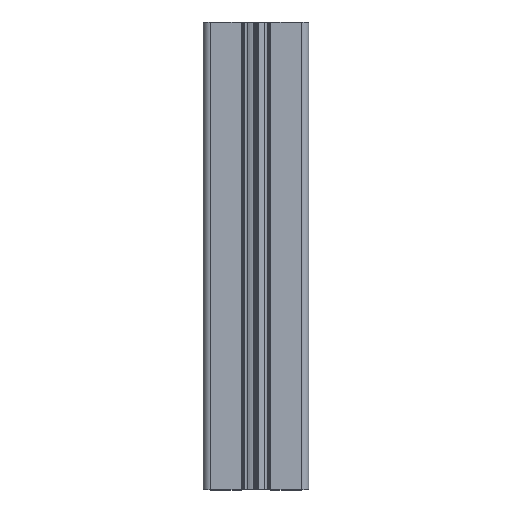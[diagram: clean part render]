
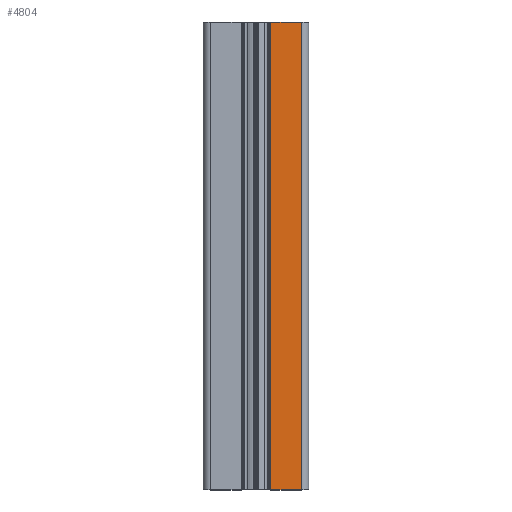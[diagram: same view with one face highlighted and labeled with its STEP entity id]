
A CAD part, top view. The second image highlights one B-rep face of the part: STEP entity #4804.
In plain terms, the highlighted planar face has unit normal (0, 0, 1).
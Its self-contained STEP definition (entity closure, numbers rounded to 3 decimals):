
#61=PLANE('',#5166);
#222=FACE_OUTER_BOUND('',#472,.T.);
#472=EDGE_LOOP('',(#3445,#3446,#3447,#3448));
#809=LINE('',#7600,#1265);
#810=LINE('',#7604,#1266);
#811=LINE('',#7606,#1267);
#812=LINE('',#7607,#1268);
#1265=VECTOR('',#6073,200.);
#1266=VECTOR('',#6078,13.2);
#1267=VECTOR('',#6079,200.);
#1268=VECTOR('',#6080,13.2);
#2033=VERTEX_POINT('',#7597);
#2034=VERTEX_POINT('',#7599);
#2035=VERTEX_POINT('',#7603);
#2036=VERTEX_POINT('',#7605);
#2614=EDGE_CURVE('',#2033,#2034,#809,.T.);
#2616=EDGE_CURVE('',#2033,#2035,#810,.T.);
#2617=EDGE_CURVE('',#2035,#2036,#811,.T.);
#2618=EDGE_CURVE('',#2034,#2036,#812,.T.);
#3445=ORIENTED_EDGE('',*,*,#2616,.T.);
#3446=ORIENTED_EDGE('',*,*,#2617,.T.);
#3447=ORIENTED_EDGE('',*,*,#2618,.F.);
#3448=ORIENTED_EDGE('',*,*,#2614,.F.);
#4804=ADVANCED_FACE('',(#222),#61,.T.);
#5166=AXIS2_PLACEMENT_3D('',#7602,#6076,#6077);
#6073=DIRECTION('',(0.,-1.,0.));
#6076=DIRECTION('center_axis',(0.,0.,1.));
#6077=DIRECTION('ref_axis',(1.,0.,0.));
#6078=DIRECTION('',(-1.,0.,0.));
#6079=DIRECTION('',(0.,-1.,0.));
#6080=DIRECTION('',(-1.,0.,0.));
#7597=CARTESIAN_POINT('',(19.5,200.,22.5));
#7599=CARTESIAN_POINT('',(19.5,0.,22.5));
#7600=CARTESIAN_POINT('',(19.5,0.,22.5));
#7602=CARTESIAN_POINT('Origin',(6.3,0.,22.5));
#7603=CARTESIAN_POINT('',(6.3,200.,22.5));
#7604=CARTESIAN_POINT('',(3.15,200.,22.5));
#7605=CARTESIAN_POINT('',(6.3,0.,22.5));
#7606=CARTESIAN_POINT('',(6.3,0.,22.5));
#7607=CARTESIAN_POINT('',(3.15,0.,22.5));
